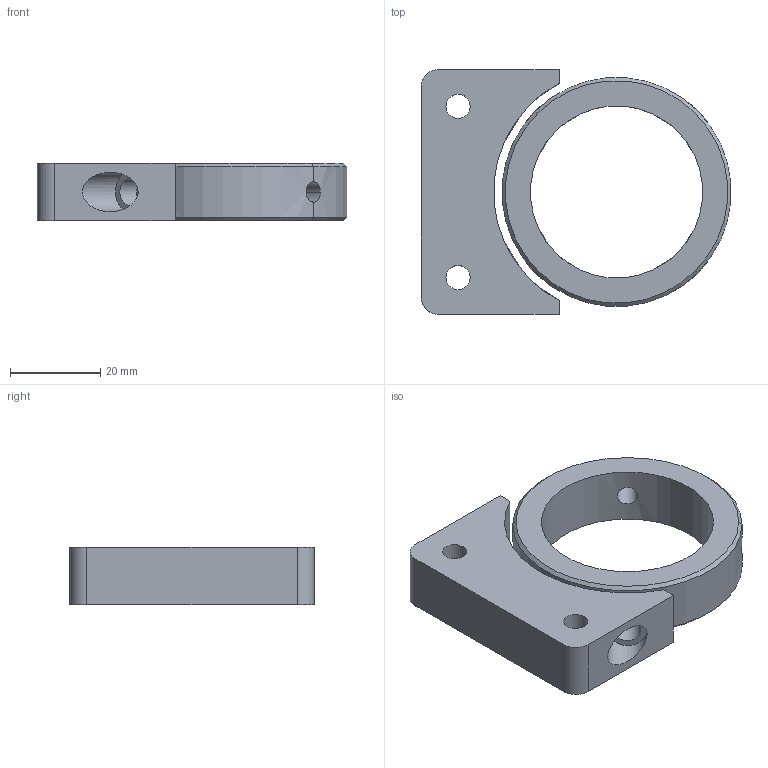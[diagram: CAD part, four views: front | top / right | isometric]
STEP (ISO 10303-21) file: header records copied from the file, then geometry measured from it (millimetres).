
FILE_DESCRIPTION(/* description */ ('Alibre Inc.'),/* implementation_level */ '2;1');
FILE_NAME(/* name */ 'export0',/* time_stamp */ '2015-05-18T12:59:34-07:00',/* author */ (''),/* organization */ (''),/* preprocessor_version */ 'ST-DEVELOPER v14',/* originating_system */ 'Alibre',/* authorisation */ '');
FILE_SCHEMA (('CONFIG_CONTROL_DESIGN'));
Products named in the file (3): ID_1; ID_2
Bounding box: 68.42 x 54.1 x 12.7 mm (x, y, z)
Volume: 23650 mm3; surface area: 10624.6 mm2
Topology: 2 solids, 2 shells, 36 faces, 102 edges, 68 vertices
Faces by surface type: cylinder 21, plane 11, cone 4
Full cylindrical faces by diameter (mm): 5.334 x2, 5.944 x2, 8.712 x2
Entity records: 2222 total; most frequent: CARTESIAN_POINT 1076, ORIENTED_EDGE 184, DIRECTION 143, EDGE_CURVE 92, AXIS2_PLACEMENT_3D 68, VERTEX_POINT 64, EDGE_LOOP 58, FACE_BOUND 58
